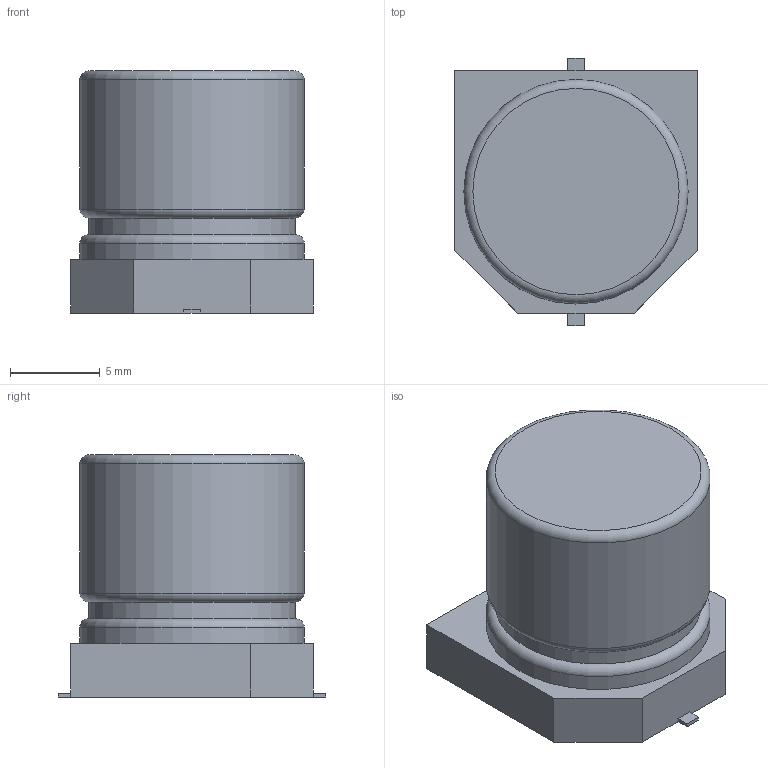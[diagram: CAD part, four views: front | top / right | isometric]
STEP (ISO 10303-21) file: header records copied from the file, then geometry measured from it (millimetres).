
FILE_DESCRIPTION(('STEP AP214'), '1');
FILE_NAME('EEV-SIZE_H13', '', ('UNSPECIFIED'), ('UNSPECIFIED'), 'ASCON STEP Converter 1.6', 'ASCON Math Kernel', '');
FILE_SCHEMA(('AUTOMOTIVE_DESIGN { 1 0 10303 214 3 1 1}'));
Length unit declared in the file: millimetre
Bounding box: 13.5 x 14.9 x 13.5 mm (x, y, z)
Volume: 1773.9 mm3; surface area: 921.8 mm2
Topology: 1 solids, 1 shells, 35 faces, 83 edges, 51 vertices
Faces by surface type: plane 25, cylinder 7, torus 3
Full cylindrical faces by diameter (mm): 11.5 x1, 12.5 x2
Entity records: 1282 total; most frequent: CARTESIAN_POINT 164, DIRECTION 164, ORIENTED_EDGE 154, EDGE_CURVE 77, LINE 62, VECTOR 62, AXIS2_PLACEMENT_3D 51, VERTEX_POINT 51
